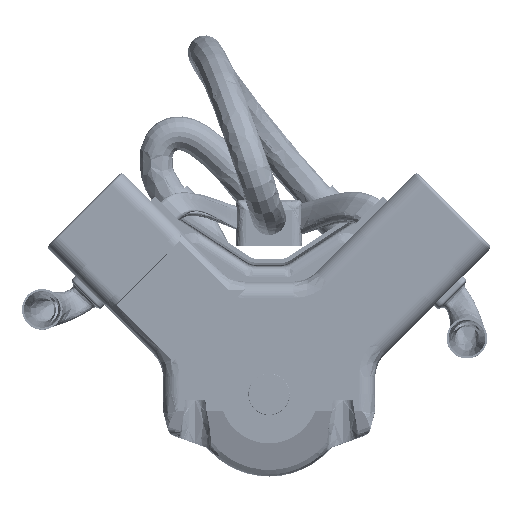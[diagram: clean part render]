
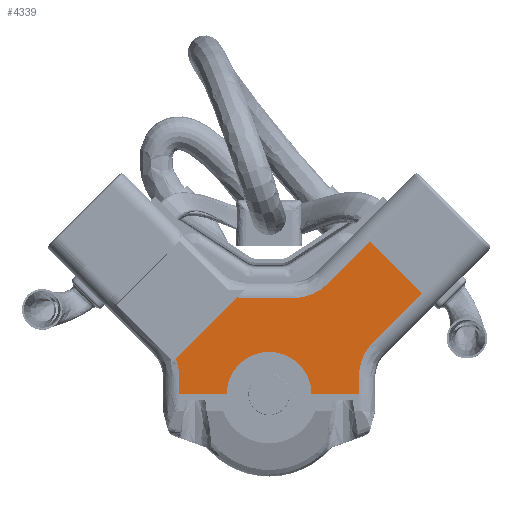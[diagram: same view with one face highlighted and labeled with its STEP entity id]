
A CAD part, top view. The second image highlights one B-rep face of the part: STEP entity #4339.
In plain terms, the highlighted free-form (B-spline) face has degree [1, 1] with [2, 2] control points.
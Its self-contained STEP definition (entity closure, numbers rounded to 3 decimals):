
#1630 = VERTEX_POINT('',#1631);
#1631 = CARTESIAN_POINT('',(-52.863,0.,200.881));
#1638 = EDGE_CURVE('',#1630,#1639,#1641,.T.);
#1639 = VERTEX_POINT('',#1640);
#1640 = CARTESIAN_POINT('',(52.863,0.,200.881));
#1641 = ( BOUNDED_CURVE() B_SPLINE_CURVE(2,(#1642,#1643,#1644,#1645,
#1646),.UNSPECIFIED.,.F.,.F.) B_SPLINE_CURVE_WITH_KNOTS((3,2,3),(0.,
1.571,3.142),.PIECEWISE_BEZIER_KNOTS.) CURVE() 
GEOMETRIC_REPRESENTATION_ITEM() RATIONAL_B_SPLINE_CURVE((1.,
0.707,1.,0.707,1.)) REPRESENTATION_ITEM('') );
#1642 = CARTESIAN_POINT('',(-52.863,0.,200.881));
#1643 = CARTESIAN_POINT('',(-52.863,52.863,
    200.881));
#1644 = CARTESIAN_POINT('',(0.,52.863,
    200.881));
#1645 = CARTESIAN_POINT('',(52.863,52.863,
    200.881));
#1646 = CARTESIAN_POINT('',(52.863,0.,
    200.881));
#1748 = VERTEX_POINT('',#1749);
#1749 = CARTESIAN_POINT('',(116.299,0.,200.881));
#1755 = EDGE_CURVE('',#1639,#1748,#1756,.T.);
#1756 = B_SPLINE_CURVE_WITH_KNOTS('',1,(#1757,#1758),.UNSPECIFIED.,.F.,
  .F.,(2,2),(0.,76.2),.PIECEWISE_BEZIER_KNOTS.);
#1757 = CARTESIAN_POINT('',(52.863,0.,200.881));
#1758 = CARTESIAN_POINT('',(116.299,0.,200.881));
#1928 = EDGE_CURVE('',#1630,#1929,#1931,.T.);
#1929 = VERTEX_POINT('',#1930);
#1930 = CARTESIAN_POINT('',(-116.299,0.,200.881));
#1931 = B_SPLINE_CURVE_WITH_KNOTS('',1,(#1932,#1933),.UNSPECIFIED.,.F.,
  .F.,(2,2),(-101.6,-25.4),.PIECEWISE_BEZIER_KNOTS.);
#1932 = CARTESIAN_POINT('',(-52.863,0.,200.881));
#1933 = CARTESIAN_POINT('',(-116.299,0.,200.881));
#2900 = VERTEX_POINT('',#2901);
#2901 = CARTESIAN_POINT('',(130.831,198.115,
    200.881));
#2907 = EDGE_CURVE('',#2908,#2900,#2910,.T.);
#2908 = VERTEX_POINT('',#2909);
#2909 = CARTESIAN_POINT('',(198.113,130.829,
    200.881));
#2910 = B_SPLINE_CURVE_WITH_KNOTS('',1,(#2911,#2912),.UNSPECIFIED.,.F.,
  .F.,(2,2),(25.4,139.7),.PIECEWISE_BEZIER_KNOTS.);
#2911 = CARTESIAN_POINT('',(198.113,130.829,
    200.881));
#2912 = CARTESIAN_POINT('',(130.831,198.115,
    200.881));
#4339 = ADVANCED_FACE('',(#4340),#4416,.F.);
#4340 = FACE_BOUND('',#4341,.T.);
#4341 = EDGE_LOOP('',(#4342,#4352,#4357,#4358,#4359,#4360,#4367,#4375,
    #4380,#4381,#4388,#4396,#4403,#4411));
#4342 = ORIENTED_EDGE('',*,*,#4343,.T.);
#4343 = EDGE_CURVE('',#4344,#4346,#4348,.T.);
#4344 = VERTEX_POINT('',#4345);
#4345 = CARTESIAN_POINT('',(-120.897,46.452,
    200.881));
#4346 = VERTEX_POINT('',#4347);
#4347 = CARTESIAN_POINT('',(-116.299,22.742,
    200.881));
#4348 = ( BOUNDED_CURVE() B_SPLINE_CURVE(2,(#4349,#4350,#4351),
.UNSPECIFIED.,.F.,.F.) B_SPLINE_CURVE_WITH_KNOTS((3,3),(2.759,
3.142),.PIECEWISE_BEZIER_KNOTS.) CURVE() 
GEOMETRIC_REPRESENTATION_ITEM() RATIONAL_B_SPLINE_CURVE((1.,
0.982,1.)) REPRESENTATION_ITEM('') );
#4349 = CARTESIAN_POINT('',(-120.897,46.452,
    200.881));
#4350 = CARTESIAN_POINT('',(-116.299,35.042,
    200.881));
#4351 = CARTESIAN_POINT('',(-116.299,22.742,
    200.881));
#4352 = ORIENTED_EDGE('',*,*,#4353,.T.);
#4353 = EDGE_CURVE('',#4346,#1929,#4354,.T.);
#4354 = B_SPLINE_CURVE_WITH_KNOTS('',1,(#4355,#4356),.UNSPECIFIED.,.F.,
  .F.,(2,2),(-27.317,0.),
  .PIECEWISE_BEZIER_KNOTS.);
#4355 = CARTESIAN_POINT('',(-116.299,22.742,
    200.881));
#4356 = CARTESIAN_POINT('',(-116.299,0.,200.881));
#4357 = ORIENTED_EDGE('',*,*,#1928,.F.);
#4358 = ORIENTED_EDGE('',*,*,#1638,.T.);
#4359 = ORIENTED_EDGE('',*,*,#1755,.T.);
#4360 = ORIENTED_EDGE('',*,*,#4361,.T.);
#4361 = EDGE_CURVE('',#1748,#4362,#4364,.T.);
#4362 = VERTEX_POINT('',#4363);
#4363 = CARTESIAN_POINT('',(116.299,22.742,
    200.881));
#4364 = B_SPLINE_CURVE_WITH_KNOTS('',1,(#4365,#4366),.UNSPECIFIED.,.F.,
  .F.,(2,2),(0.,27.317),
  .PIECEWISE_BEZIER_KNOTS.);
#4365 = CARTESIAN_POINT('',(116.299,0.,200.881));
#4366 = CARTESIAN_POINT('',(116.299,22.742,
    200.881));
#4367 = ORIENTED_EDGE('',*,*,#4368,.T.);
#4368 = EDGE_CURVE('',#4362,#4369,#4371,.T.);
#4369 = VERTEX_POINT('',#4370);
#4370 = CARTESIAN_POINT('',(134.88,67.598,
    200.881));
#4371 = ( BOUNDED_CURVE() B_SPLINE_CURVE(2,(#4372,#4373,#4374),
.UNSPECIFIED.,.F.,.F.) B_SPLINE_CURVE_WITH_KNOTS((3,3),(0.,
0.785),.PIECEWISE_BEZIER_KNOTS.) CURVE() 
GEOMETRIC_REPRESENTATION_ITEM() RATIONAL_B_SPLINE_CURVE((1.,
0.924,1.)) REPRESENTATION_ITEM('') );
#4372 = CARTESIAN_POINT('',(116.299,22.742,
    200.881));
#4373 = CARTESIAN_POINT('',(116.299,49.018,
    200.881));
#4374 = CARTESIAN_POINT('',(134.88,67.598,
    200.881));
#4375 = ORIENTED_EDGE('',*,*,#4376,.T.);
#4376 = EDGE_CURVE('',#4369,#2908,#4377,.T.);
#4377 = B_SPLINE_CURVE_WITH_KNOTS('',1,(#4378,#4379),.UNSPECIFIED.,.F.,
  .F.,(2,2),(171.983,279.4),.PIECEWISE_BEZIER_KNOTS.);
#4378 = CARTESIAN_POINT('',(134.88,67.598,
    200.881));
#4379 = CARTESIAN_POINT('',(198.113,130.829,
    200.881));
#4380 = ORIENTED_EDGE('',*,*,#2907,.T.);
#4381 = ORIENTED_EDGE('',*,*,#4382,.T.);
#4382 = EDGE_CURVE('',#2900,#4383,#4385,.T.);
#4383 = VERTEX_POINT('',#4384);
#4384 = CARTESIAN_POINT('',(76.134,143.42,
    200.881));
#4385 = B_SPLINE_CURVE_WITH_KNOTS('',1,(#4386,#4387),.UNSPECIFIED.,.F.,
  .F.,(2,2),(-279.4,-186.484),.PIECEWISE_BEZIER_KNOTS.);
#4386 = CARTESIAN_POINT('',(130.831,198.115,
    200.881));
#4387 = CARTESIAN_POINT('',(76.134,143.42,
    200.881));
#4388 = ORIENTED_EDGE('',*,*,#4389,.T.);
#4389 = EDGE_CURVE('',#4383,#4390,#4392,.T.);
#4390 = VERTEX_POINT('',#4391);
#4391 = CARTESIAN_POINT('',(31.279,124.841,
    200.881));
#4392 = ( BOUNDED_CURVE() B_SPLINE_CURVE(2,(#4393,#4394,#4395),
.UNSPECIFIED.,.F.,.F.) B_SPLINE_CURVE_WITH_KNOTS((3,3),(3.927,
4.712),.PIECEWISE_BEZIER_KNOTS.) CURVE() 
GEOMETRIC_REPRESENTATION_ITEM() RATIONAL_B_SPLINE_CURVE((1.,
0.924,1.)) REPRESENTATION_ITEM('') );
#4393 = CARTESIAN_POINT('',(76.134,143.42,
    200.881));
#4394 = CARTESIAN_POINT('',(57.554,124.841,
    200.881));
#4395 = CARTESIAN_POINT('',(31.279,124.841,
    200.881));
#4396 = ORIENTED_EDGE('',*,*,#4397,.T.);
#4397 = EDGE_CURVE('',#4390,#4398,#4400,.T.);
#4398 = VERTEX_POINT('',#4399);
#4399 = CARTESIAN_POINT('',(-31.279,124.841,
    200.881));
#4400 = B_SPLINE_CURVE_WITH_KNOTS('',1,(#4401,#4402),.UNSPECIFIED.,.F.,
  .F.,(2,2),(-37.572,37.572),.PIECEWISE_BEZIER_KNOTS.);
#4401 = CARTESIAN_POINT('',(31.279,124.841,
    200.881));
#4402 = CARTESIAN_POINT('',(-31.279,124.841,
    200.881));
#4403 = ORIENTED_EDGE('',*,*,#4404,.T.);
#4404 = EDGE_CURVE('',#4398,#4405,#4407,.T.);
#4405 = VERTEX_POINT('',#4406);
#4406 = CARTESIAN_POINT('',(-41.656,125.695,
    200.881));
#4407 = ( BOUNDED_CURVE() B_SPLINE_CURVE(2,(#4408,#4409,#4410),
.UNSPECIFIED.,.F.,.F.) B_SPLINE_CURVE_WITH_KNOTS((3,3),(4.712,
4.877),.PIECEWISE_BEZIER_KNOTS.) CURVE() 
GEOMETRIC_REPRESENTATION_ITEM() RATIONAL_B_SPLINE_CURVE((1.,
0.997,1.)) REPRESENTATION_ITEM('') );
#4408 = CARTESIAN_POINT('',(-31.279,124.841,
    200.881));
#4409 = CARTESIAN_POINT('',(-36.503,124.841,
    200.881));
#4410 = CARTESIAN_POINT('',(-41.656,125.695,
    200.881));
#4411 = ORIENTED_EDGE('',*,*,#4412,.F.);
#4412 = EDGE_CURVE('',#4344,#4405,#4413,.T.);
#4413 = B_SPLINE_CURVE_WITH_KNOTS('',1,(#4414,#4415),.UNSPECIFIED.,.F.,
  .F.,(2,2),(-63.23,71.384),.PIECEWISE_BEZIER_KNOTS.);
#4414 = CARTESIAN_POINT('',(-120.897,46.452,
    200.881));
#4415 = CARTESIAN_POINT('',(-41.656,125.695,
    200.881));
#4416 = B_SPLINE_SURFACE_WITH_KNOTS('',1,1,(
    (#4417,#4418)
    ,(#4419,#4420
    )),.UNSPECIFIED.,.F.,.F.,.F.,(2,2),(2,2),(-237.976,
    145.223),(0.,237.978),.PIECEWISE_BEZIER_KNOTS.);
#4417 = CARTESIAN_POINT('',(198.113,0.,200.881));
#4418 = CARTESIAN_POINT('',(198.113,198.115,
    200.881));
#4419 = CARTESIAN_POINT('',(-120.897,0.,200.881));
#4420 = CARTESIAN_POINT('',(-120.897,198.115,
    200.881));
